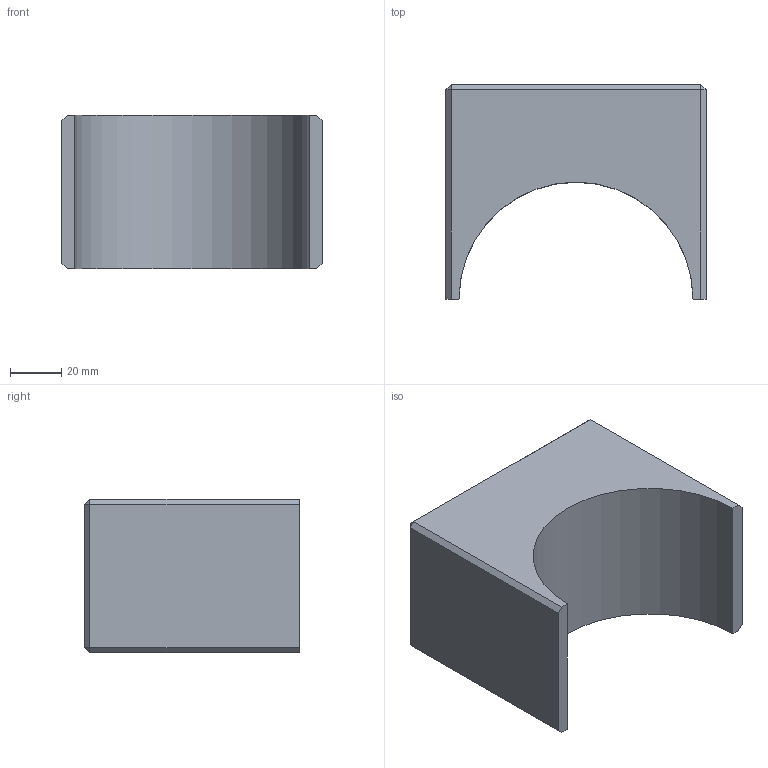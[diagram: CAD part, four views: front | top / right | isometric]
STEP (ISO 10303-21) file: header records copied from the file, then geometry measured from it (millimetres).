
FILE_DESCRIPTION(/* description */ (''),/* implementation_level */ '2;1');
FILE_NAME(/* name */ 'Turret Base.stp',/* time_stamp */ '2020-02-19T17:52:02-05:00',/* author */ ('Isaac Baumert'),/* organization */ (''),/* preprocessor_version */ 'ST-DEVELOPER v16.5',/* originating_system */ 'Autodesk Inventor 2017',/* authorisation */ '');
FILE_SCHEMA (('AUTOMOTIVE_DESIGN { 1 0 10303 214 3 1 1 }'));
Length unit declared in the file: millimetre
Products named in the file (1): Turret Base
Bounding box: 101.6 x 83.82 x 60 mm (x, y, z)
Volume: 286773.8 mm3; surface area: 39255.1 mm2
Topology: 1 solids, 1 shells, 46 faces, 116 edges, 72 vertices
Faces by surface type: plane 29, cylinder 13, cone 4
Full cylindrical faces by diameter (mm): 3 x4
Entity records: 1316 total; most frequent: DIRECTION 224, CARTESIAN_POINT 219, ORIENTED_EDGE 208, EDGE_CURVE 104, LINE 78, VECTOR 78, AXIS2_PLACEMENT_3D 73, VERTEX_POINT 68
